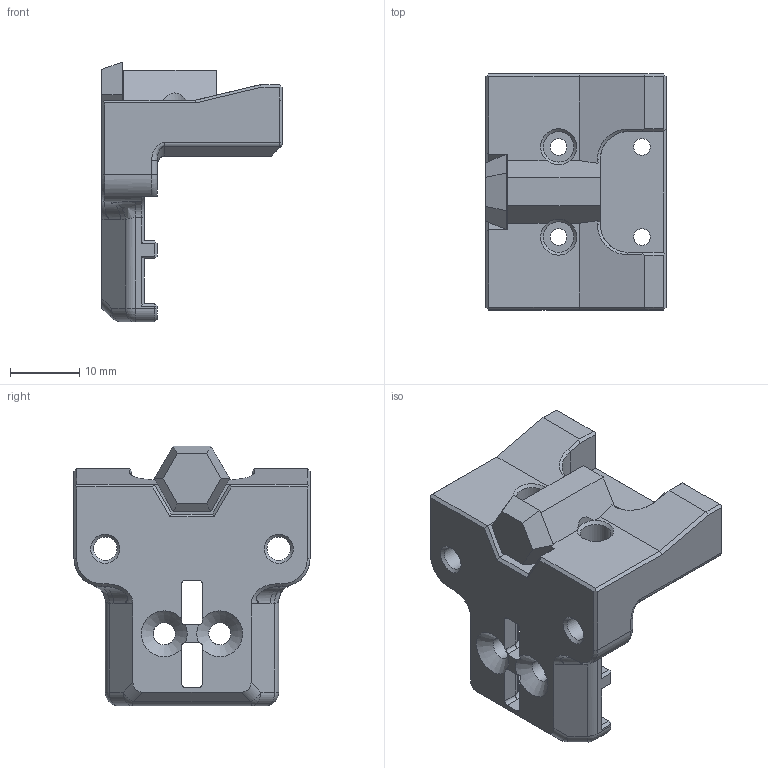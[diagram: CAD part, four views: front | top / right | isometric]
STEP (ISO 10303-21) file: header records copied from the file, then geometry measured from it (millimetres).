
FILE_DESCRIPTION(/* description */ (''),/* implementation_level */ '2;1');
FILE_NAME(/* name */ 'X_Carriage_Inserts.step.step',/* time_stamp */ '2023-01-16T22:38:25Z',/* author */ (''),/* organization */ (''),/* preprocessor_version */ 'ST-DEVELOPER v19.2',/* originating_system */ 'Autodesk Translation Framework v11.17.0.187',/* authorisation */ '');
FILE_SCHEMA (('AUTOMOTIVE_DESIGN { 1 0 10303 214 3 1 1 }'));
Length unit declared in the file: millimetre
Products named in the file (1): X Carriage_Inserts
Bounding box: 26 x 34 x 37.45 mm (x, y, z)
Volume: 9431.8 mm3; surface area: 5643.7 mm2
Topology: 2 solids, 2 shells, 278 faces, 753 edges, 470 vertices
Faces by surface type: plane 171, cylinder 60, cone 21, bspline 12, torus 10, sphere 4
Full cylindrical faces by diameter (mm): 2.4 x4, 3.2 x2, 3.4 x3, 4.4 x2, 4.7 x4
Entity records: 9682 total; most frequent: CARTESIAN_POINT 2659, ORIENTED_EDGE 1498, DIRECTION 1413, EDGE_CURVE 749, LINE 521, VECTOR 521, VERTEX_POINT 470, AXIS2_PLACEMENT_3D 446
